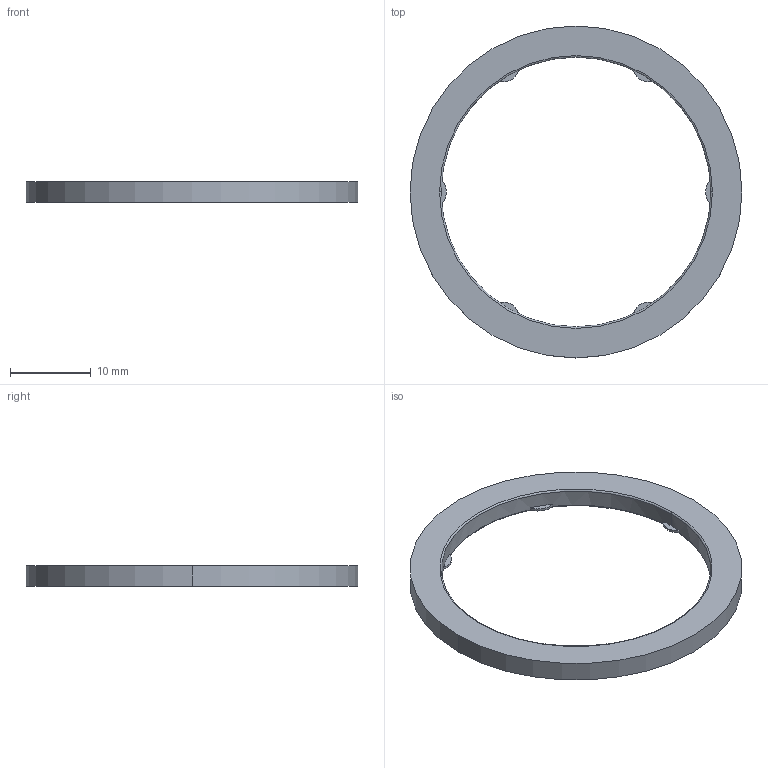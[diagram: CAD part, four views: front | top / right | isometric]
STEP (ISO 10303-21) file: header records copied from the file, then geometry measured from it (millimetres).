
FILE_DESCRIPTION(( 'MP.32.00.01.STEP' ), '1');
FILE_NAME( 'MP.32.00.01.STEP', '2018-11-09T15:45:28',( 'Sopra'),('sopra-pneumatic.com'), 'SwSTEP 2.0','SolidWorks 2009','' );
FILE_SCHEMA (( 'AUTOMOTIVE_DESIGN' ));
Length unit declared in the file: millimetre
Products named in the file (1): 0161000250900A
Bounding box: 41 x 41 x 2.5 mm (x, y, z)
Volume: 1123.8 mm3; surface area: 1480.1 mm2
Topology: 1 solids, 1 shells, 29 faces, 67 edges, 40 vertices
Faces by surface type: plane 14, cylinder 11, torus 4
Entity records: 877 total; most frequent: DIRECTION 177, CARTESIAN_POINT 137, ORIENTED_EDGE 134, AXIS2_PLACEMENT_3D 80, EDGE_CURVE 67, CIRCLE 50, VERTEX_POINT 40, EDGE_LOOP 31
